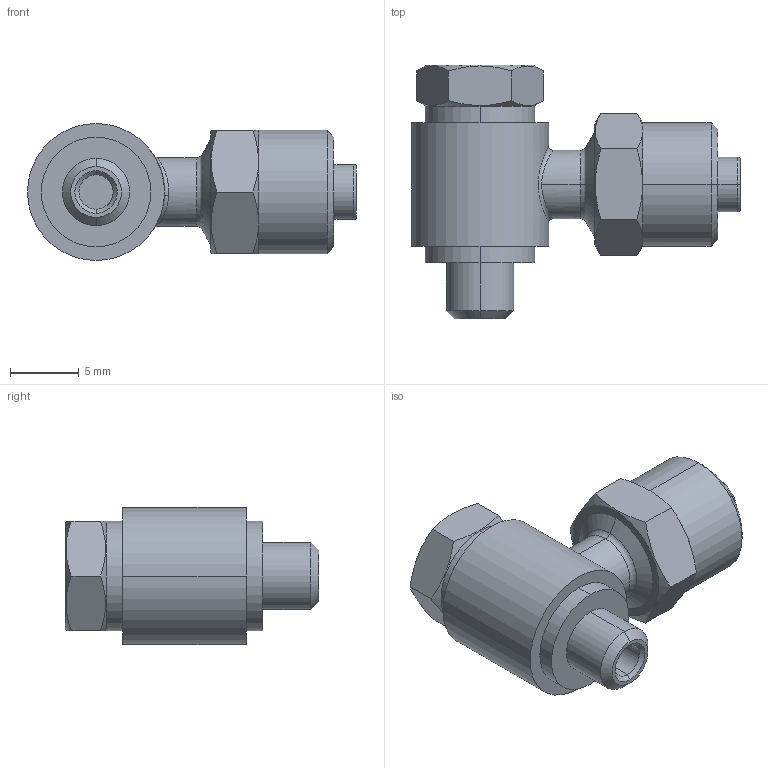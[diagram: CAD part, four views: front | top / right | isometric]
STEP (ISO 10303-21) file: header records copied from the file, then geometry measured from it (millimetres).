
FILE_DESCRIPTION (( 'STEP AP203' ), '1' );
FILE_NAME ('02240030.STEP', '2011-10-21T12:54:23', ( '' ), ( 'sopra-pneumatic' ), 'SwSTEP 2.0', 'SolidWorks 2011', '' );
FILE_SCHEMA (( 'CONFIG_CONTROL_DESIGN' ));
Length unit declared in the file: millimetre
Products named in the file (1): 02240030
Bounding box: 24 x 18.5 x 10 mm (x, y, z)
Volume: 1547.1 mm3; surface area: 1357.1 mm2
Topology: 1 solids, 1 shells, 78 faces, 176 edges, 107 vertices
Faces by surface type: cone 29, plane 23, cylinder 20, torus 4, bspline 2
Entity records: 2717 total; most frequent: CARTESIAN_POINT 933, DIRECTION 358, ORIENTED_EDGE 352, EDGE_CURVE 176, AXIS2_PLACEMENT_3D 152, VERTEX_POINT 107, EDGE_LOOP 87, ADVANCED_FACE 78
